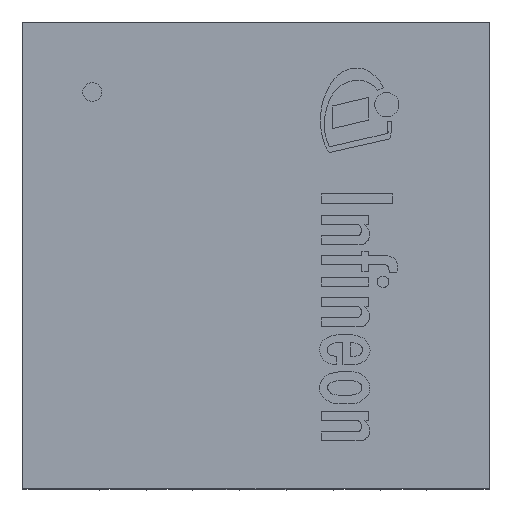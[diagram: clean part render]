
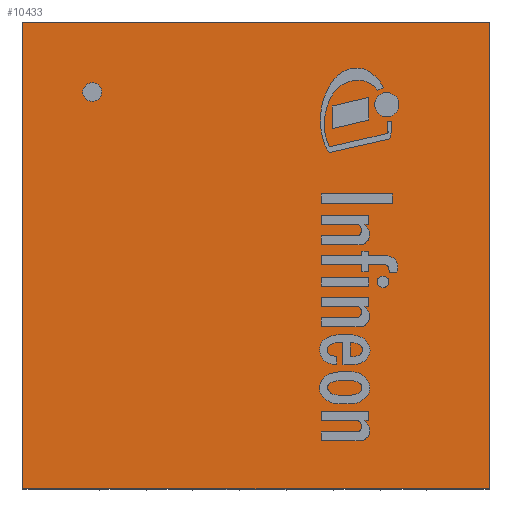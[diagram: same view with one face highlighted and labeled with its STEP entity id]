
A CAD part, top view. The second image highlights one B-rep face of the part: STEP entity #10433.
In plain terms, the highlighted planar face has unit normal (0, 0, 1).
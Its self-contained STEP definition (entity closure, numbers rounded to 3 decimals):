
#77=CIRCLE('',#11103,0.1);
#600=FACE_BOUND('',#1353,.T.);
#731=FACE_OUTER_BOUND('',#1352,.T.);
#1352=EDGE_LOOP('',(#7529,#7530,#7531,#7532));
#1353=EDGE_LOOP('',(#7533));
#2117=LINE('',#15949,#3312);
#2133=LINE('',#15981,#3328);
#2188=LINE('',#16090,#3383);
#2222=LINE('',#16157,#3417);
#3312=VECTOR('',#12417,1000.);
#3328=VECTOR('',#12435,1000.);
#3383=VECTOR('',#12492,1000.);
#3417=VECTOR('',#12528,1000.);
#4481=VERTEX_POINT('',#15875);
#4516=VERTEX_POINT('',#15946);
#4517=VERTEX_POINT('',#15948);
#4532=VERTEX_POINT('',#15979);
#4585=VERTEX_POINT('',#16088);
#5582=EDGE_CURVE('',#4481,#4481,#77,.T.);
#5617=EDGE_CURVE('',#4517,#4516,#2117,.T.);
#5633=EDGE_CURVE('',#4516,#4532,#2133,.T.);
#5688=EDGE_CURVE('',#4532,#4585,#2188,.T.);
#5722=EDGE_CURVE('',#4585,#4517,#2222,.T.);
#7529=ORIENTED_EDGE('',*,*,#5617,.T.);
#7530=ORIENTED_EDGE('',*,*,#5633,.T.);
#7531=ORIENTED_EDGE('',*,*,#5688,.T.);
#7532=ORIENTED_EDGE('',*,*,#5722,.T.);
#7533=ORIENTED_EDGE('',*,*,#5582,.F.);
#9968=PLANE('',#11108);
#10433=ADVANCED_FACE('',(#731,#600),#9968,.T.);
#11103=AXIS2_PLACEMENT_3D('',#15877,#12379,#12380);
#11108=AXIS2_PLACEMENT_3D('',#16158,#12529,#12530);
#12379=DIRECTION('center_axis',(0.,0.,1.));
#12380=DIRECTION('ref_axis',(0.,-1.,0.));
#12417=DIRECTION('',(1.,0.,0.));
#12435=DIRECTION('',(0.,1.,0.));
#12492=DIRECTION('',(-1.,0.,0.));
#12528=DIRECTION('',(0.,-1.,0.));
#12529=DIRECTION('center_axis',(0.,0.,1.));
#12530=DIRECTION('ref_axis',(0.,-1.,0.));
#15875=CARTESIAN_POINT('',(-1.75,1.85,0.9));
#15877=CARTESIAN_POINT('Origin',(-1.75,1.75,0.9));
#15946=CARTESIAN_POINT('',(2.49,-2.49,0.9));
#15948=CARTESIAN_POINT('',(-2.49,-2.49,0.9));
#15949=CARTESIAN_POINT('',(2.49,-2.49,0.9));
#15979=CARTESIAN_POINT('',(2.49,2.49,0.9));
#15981=CARTESIAN_POINT('',(2.49,2.49,0.9));
#16088=CARTESIAN_POINT('',(-2.49,2.49,0.9));
#16090=CARTESIAN_POINT('',(2.49,2.49,0.9));
#16157=CARTESIAN_POINT('',(-2.49,2.49,0.9));
#16158=CARTESIAN_POINT('Origin',(0.,0.,0.9));
